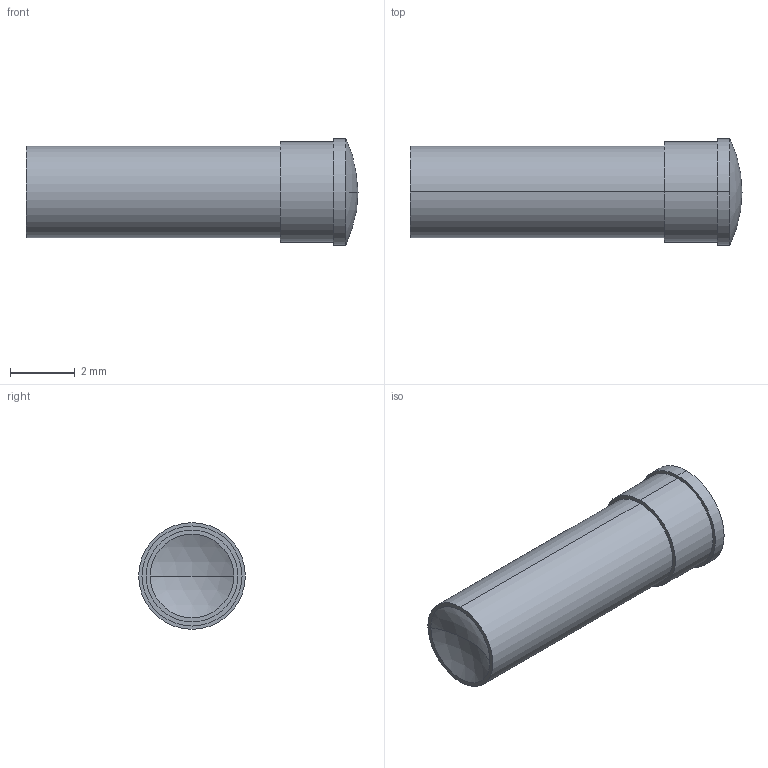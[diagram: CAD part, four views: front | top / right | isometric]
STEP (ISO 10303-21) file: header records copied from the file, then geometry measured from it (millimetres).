
FILE_DESCRIPTION (( 'STEP AP203' ), '1' );
FILE_NAME ('LFB037CTP.STEP', '2016-05-31T22:25:10', ( '' ), ( '' ), 'SwSTEP 2.0', 'SolidWorks 2014', '' );
FILE_SCHEMA (( 'CONFIG_CONTROL_DESIGN' ));
Length unit declared in the file: inch
Products named in the file (1): LFB037CTP
Bounding box: 10.29 x 3.3 x 3.3 mm (x, y, z)
Volume: 66.5 mm3; surface area: 108.3 mm2
Topology: 1 solids, 1 shells, 13 faces, 26 edges, 18 vertices
Faces by surface type: cylinder 6, sphere 4, plane 3
Entity records: 435 total; most frequent: DIRECTION 74, CARTESIAN_POINT 58, ORIENTED_EDGE 52, AXIS2_PLACEMENT_3D 34, EDGE_CURVE 26, CIRCLE 20, VERTEX_POINT 18, EDGE_LOOP 16
